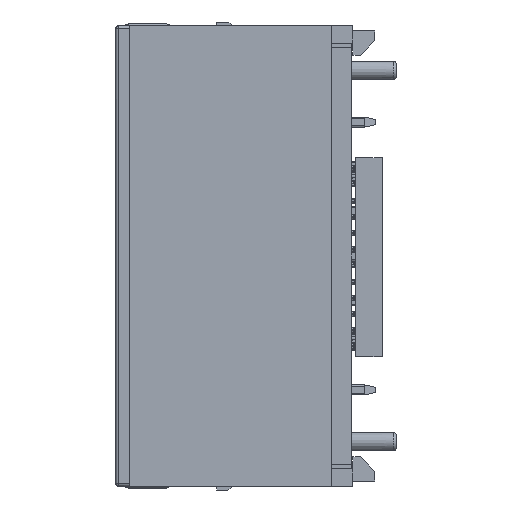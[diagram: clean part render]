
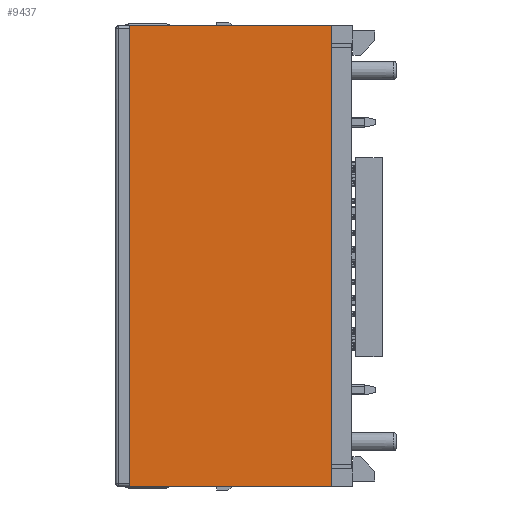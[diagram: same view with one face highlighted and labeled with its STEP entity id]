
A CAD part, front view. The second image highlights one B-rep face of the part: STEP entity #9437.
In plain terms, the highlighted planar face has unit normal (0, -1, 0).
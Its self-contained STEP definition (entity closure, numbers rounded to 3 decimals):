
#1737=DIRECTION('',(0.,0.,-1.));
#1738=VECTOR('',#1737,36.1);
#1739=CARTESIAN_POINT('',(-32.9,-9.7,43.8));
#1740=LINE('',#1739,#1738);
#1794=DIRECTION('',(1.,0.,0.));
#1795=VECTOR('',#1794,15.8);
#1796=CARTESIAN_POINT('',(-32.9,-9.7,7.7));
#1797=LINE('',#1796,#1795);
#2622=DIRECTION('',(1.,0.,0.));
#2623=VECTOR('',#2622,15.8);
#2624=CARTESIAN_POINT('',(-32.9,-9.7,43.8));
#2625=LINE('',#2624,#2623);
#2626=DIRECTION('',(0.,0.,-1.));
#2627=VECTOR('',#2626,36.1);
#2628=CARTESIAN_POINT('',(-17.1,-9.7,43.8));
#2629=LINE('',#2628,#2627);
#5259=CARTESIAN_POINT('',(-17.1,-9.7,43.8));
#5260=VERTEX_POINT('',#5259);
#5261=CARTESIAN_POINT('',(-32.9,-9.7,43.8));
#5262=VERTEX_POINT('',#5261);
#5269=CARTESIAN_POINT('',(-32.9,-9.7,7.7));
#5270=VERTEX_POINT('',#5269);
#5287=CARTESIAN_POINT('',(-17.1,-9.7,7.7));
#5288=VERTEX_POINT('',#5287);
#9426=CARTESIAN_POINT('',(-34.,-9.7,7.7));
#9427=DIRECTION('',(0.,-1.,0.));
#9428=DIRECTION('',(0.,0.,1.));
#9429=AXIS2_PLACEMENT_3D('',#9426,#9427,#9428);
#9430=PLANE('',#9429);
#9431=ORIENTED_EDGE('',*,*,#8392,.F.);
#9432=ORIENTED_EDGE('',*,*,#8311,.F.);
#9433=ORIENTED_EDGE('',*,*,#8280,.T.);
#9434=ORIENTED_EDGE('',*,*,#9252,.T.);
#9435=EDGE_LOOP('',(#9431,#9432,#9433,#9434));
#9436=FACE_OUTER_BOUND('',#9435,.F.);
#9437=ADVANCED_FACE('',(#9436),#9430,.T.);
#8280=EDGE_CURVE('',#5262,#5260,#2625,.T.);
#8311=EDGE_CURVE('',#5262,#5270,#1740,.T.);
#8392=EDGE_CURVE('',#5270,#5288,#1797,.T.);
#9252=EDGE_CURVE('',#5260,#5288,#2629,.T.);
